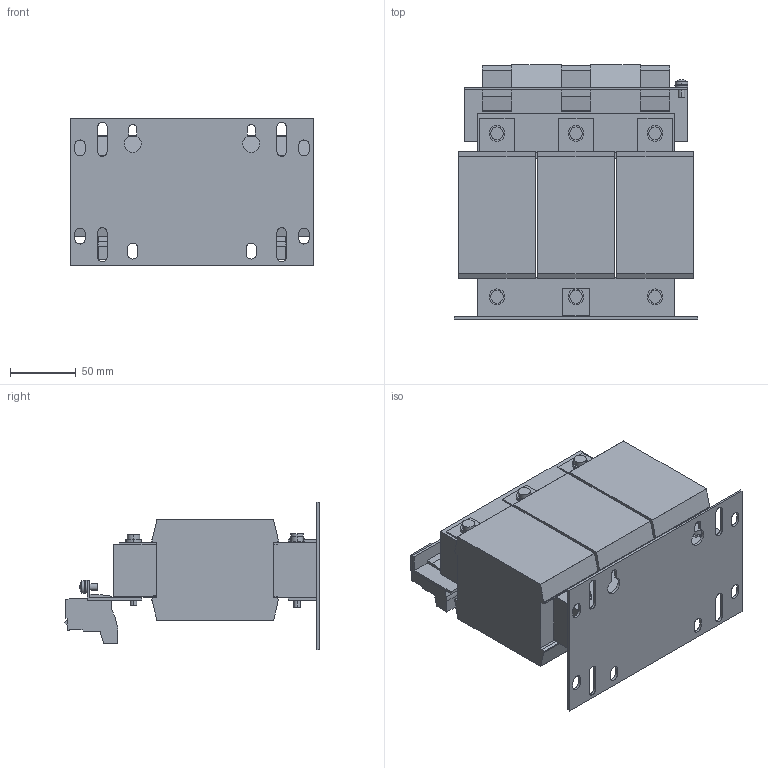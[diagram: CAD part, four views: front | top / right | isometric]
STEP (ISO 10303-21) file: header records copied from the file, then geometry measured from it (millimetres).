
FILE_DESCRIPTION (( 'STEP AP214' ), '1' );
FILE_NAME ('144525.STEP', '2021-10-26T06:25:16', ( '' ), ( '' ), 'SwSTEP 2.0', 'SolidWorks 2018', '' );
FILE_SCHEMA (( 'AUTOMOTIVE_DESIGN' ));
Length unit declared in the file: millimetre
Products named in the file (1): 144525
Bounding box: 185 x 193.43 x 112 mm (x, y, z)
Volume: 1731206.5 mm3; surface area: 200180.2 mm2
Topology: 1 solids, 1 shells, 687 faces, 1871 edges, 1229 vertices
Faces by surface type: plane 512, cylinder 118, bspline 50, cone 6, sphere 1
Entity records: 24209 total; most frequent: CARTESIAN_POINT 6818, ORIENTED_EDGE 3738, DIRECTION 3305, EDGE_CURVE 1869, VECTOR 1489, LINE 1489, VERTEX_POINT 1229, AXIS2_PLACEMENT_3D 908
